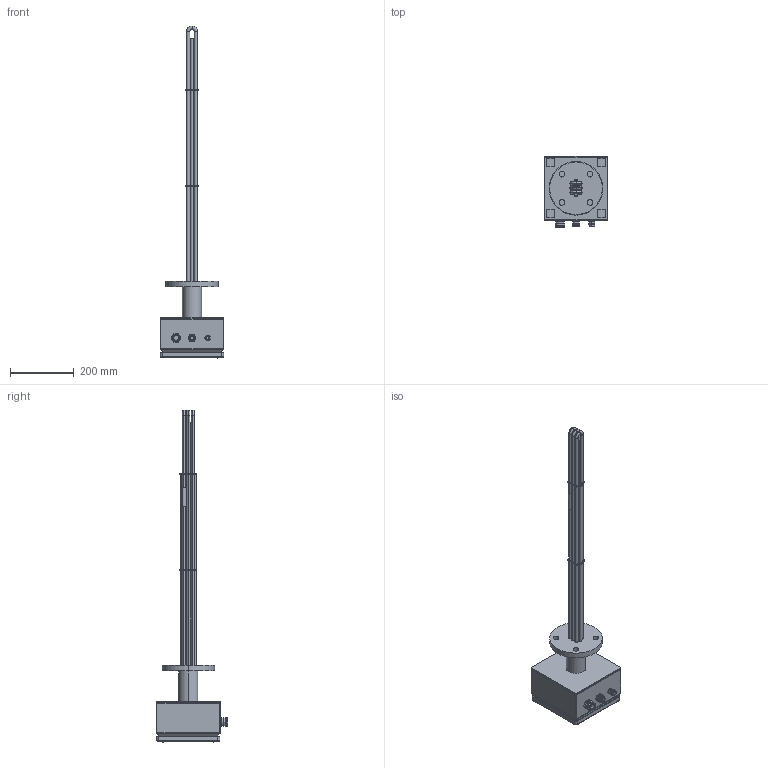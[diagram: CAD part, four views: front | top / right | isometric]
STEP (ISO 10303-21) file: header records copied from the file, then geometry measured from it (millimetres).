
FILE_DESCRIPTION (( 'STEP AP214' ), '1' );
FILE_NAME ('180001 - SSFHK 10 kW DN50 PN16.STEP', '2021-06-08T08:06:14', ( '' ), ( '' ), 'SwSTEP 2.0', 'SolidWorks 2021', '' );
FILE_SCHEMA (( 'AUTOMOTIVE_DESIGN' ));
Length unit declared in the file: millimetre
Products named in the file (22): Rohrheizkörper^SSFHK_DN50 - 3 RHK - 800 mm; AK 200x200x120^Anschlusskasten_SSFHK; 180001 - SSFHK 10 kW DN50 PN16; SCREW^AK 200x200x120_Anschlusskasten_SSFHK; Anschlusskasten^SSFHK_200x200x120;  KV M25 WT MS^Kabelverschraubung_SSFHK; BODY^AK 200x200x120_Anschlusskasten_SSFHK; Kabelverschraubung^SSFHK_M25+M20+M16; Fühlerschutzrohre^SSFHK_DN50 - 800 mm; Flansch^SSFHK_DN50 - 3 RHK; WB 10er^Fühlerschutzrohre_SSFHK; KV M20 WT MS^Kabelverschraubung_SSFHK; STB TF^Fühlerschutzrohre_SSFHK_800mm; Distanzscheiben^SSFHK_DN50 - 3 RHK; Messingbrücken^SSFHK_TYP A - DN50 - 3 RHK; Kühlstrecke^SSFHK_DN50; RHK^Rohrheizkörper_SSFHK_ET 800; VM^SSFHK_DN50 - 3 RHK - 800mm; FSR STB^Fühlerschutzrohre_SSFHK; KV M16 WT MS^Kabelverschraubung_SSFHK; Anschlusskastenplatte^SSFHK_200; DECKEL^AK 200x200x120_Anschlusskasten_SSFHK
Assembly tree (27 placements, depth 4):
  180001 - SSFHK 10 kW DN50 PN16
    Flansch^SSFHK_DN50 - 3 RHK
    Rohrheizkörper^SSFHK_DN50 - 3 RHK - 800 mm
      RHK^Rohrheizkörper_SSFHK_ET 800  x3
    Distanzscheiben^SSFHK_DN50 - 3 RHK  x2
    Kühlstrecke^SSFHK_DN50
    Anschlusskastenplatte^SSFHK_200
    Fühlerschutzrohre^SSFHK_DN50 - 800 mm
      FSR STB^Fühlerschutzrohre_SSFHK
      STB TF^Fühlerschutzrohre_SSFHK_800mm
      WB 10er^Fühlerschutzrohre_SSFHK
    Anschlusskasten^SSFHK_200x200x120
      AK 200x200x120^Anschlusskasten_SSFHK
        BODY^AK 200x200x120_Anschlusskasten_SSFHK
        DECKEL^AK 200x200x120_Anschlusskasten_SSFHK
        SCREW^AK 200x200x120_Anschlusskasten_SSFHK  x4
    Kabelverschraubung^SSFHK_M25+M20+M16
      KV M16 WT MS^Kabelverschraubung_SSFHK
      KV M20 WT MS^Kabelverschraubung_SSFHK
       KV M25 WT MS^Kabelverschraubung_SSFHK
    Messingbrücken^SSFHK_TYP A - DN50 - 3 RHK
    VM^SSFHK_DN50 - 3 RHK - 800mm
Bounding box: 200 x 223 x 1040.75 mm (x, y, z)
Volume: 1049593.1 mm3; surface area: 917568.5 mm2
Topology: 24 solids, 28 shells, 1243 faces, 3109 edges, 1982 vertices
Faces by surface type: cylinder 619, plane 344, torus 166, cone 96, sphere 16, bspline 2
Entity records: 26512 total; most frequent: CARTESIAN_POINT 5145, DIRECTION 4488, ORIENTED_EDGE 4076, EDGE_CURVE 2038, AXIS2_PLACEMENT_3D 1778, VERTEX_POINT 1311, EDGE_LOOP 949, CIRCLE 944
